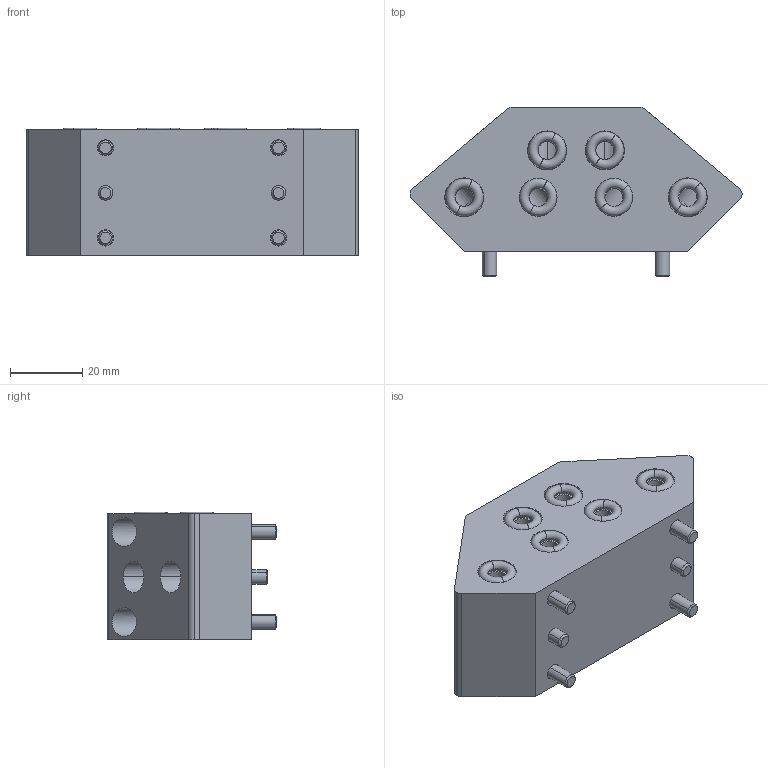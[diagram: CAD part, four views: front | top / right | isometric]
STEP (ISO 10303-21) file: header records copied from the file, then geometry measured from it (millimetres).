
FILE_DESCRIPTION (( 'STEP AP214' ), '1' );
FILE_NAME ('P1397.STEP', '2025-06-12T10:25:47', ( '' ), ( '' ), 'SwSTEP 2.0', 'SolidWorks 2024', '' );
FILE_SCHEMA (( 'AUTOMOTIVE_DESIGN' ));
Length unit declared in the file: millimetre
Products named in the file (1): P1397
Bounding box: 92.08 x 47 x 35.5 mm (x, y, z)
Volume: 89043.2 mm3; surface area: 23838 mm2
Topology: 13 solids, 13 shells, 257 faces, 571 edges, 340 vertices
Faces by surface type: cylinder 85, plane 68, torus 68, cone 36
Entity records: 7568 total; most frequent: CARTESIAN_POINT 1565, DIRECTION 1359, ORIENTED_EDGE 1110, AXIS2_PLACEMENT_3D 574, EDGE_CURVE 555, VERTEX_POINT 340, CIRCLE 316, EDGE_LOOP 305
